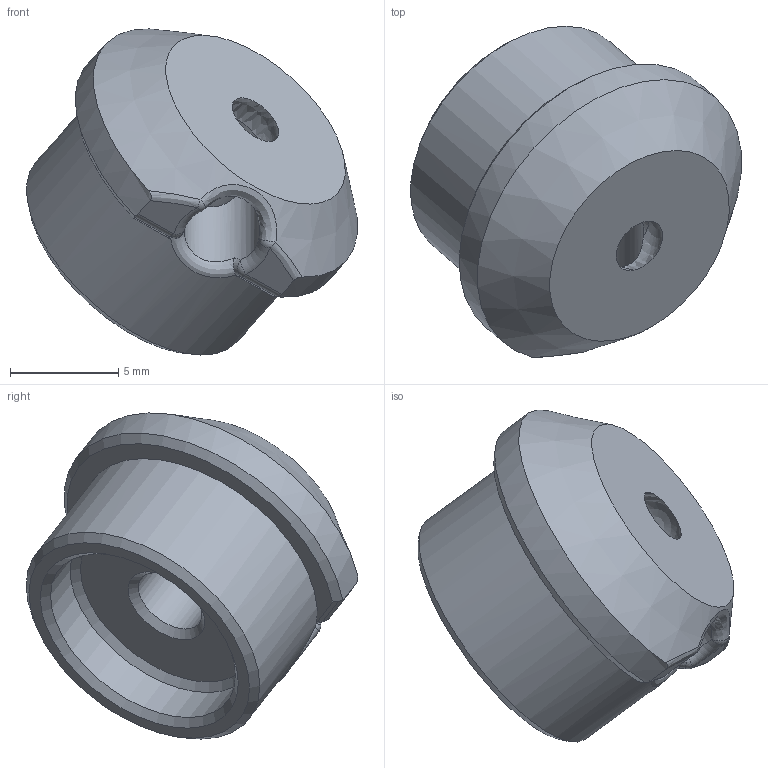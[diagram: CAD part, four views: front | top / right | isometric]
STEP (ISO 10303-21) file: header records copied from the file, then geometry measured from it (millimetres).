
FILE_DESCRIPTION(/* description */ ('STEP AP242','CAx-IF Rec.Pracs.---Representation and Presentation of Product Manufacturing Information (PMI)---4.0---2014-10-13','CAx-IF Rec.Pracs.---3D Tessellated Geometry---0.4---2014-09-14','2;1'),/* implementation_level */ '2;1');
FILE_NAME(/* name */ '68976c7b808a3b733bbd4ac6',/* time_stamp */ '2025-08-09T15:42:52Z',/* author */ (''),/* organization */ (''),/* preprocessor_version */ 'ST-DEVELOPER v20',/* originating_system */ 'ONSHAPE BY PTC INC, 1.202',/* authorisation */ ' ');
FILE_SCHEMA (('AP242_MANAGED_MODEL_BASED_3D_ENGINEERING_MIM_LF { 1 0 10303 442 1 1 4 }'));
Length unit declared in the file: metre
Products named in the file (1): Part 27
Bounding box: 15.29 x 15.34 x 15.09 mm (x, y, z)
Volume: 986.5 mm3; surface area: 828 mm2
Topology: 1 solids, 1 shells, 37 faces, 96 edges, 56 vertices
Faces by surface type: cylinder 10, plane 8, cone 6, bspline 6, sphere 5, torus 2
Full cylindrical faces by diameter (mm): 3.4 x1, 3.5 x1, 9.9 x1, 12.5 x1
Entity records: 1119 total; most frequent: CARTESIAN_POINT 371, ORIENTED_EDGE 146, DIRECTION 142, EDGE_CURVE 73, AXIS2_PLACEMENT_3D 66, EDGE_LOOP 49, FACE_BOUND 49, VERTEX_POINT 48
